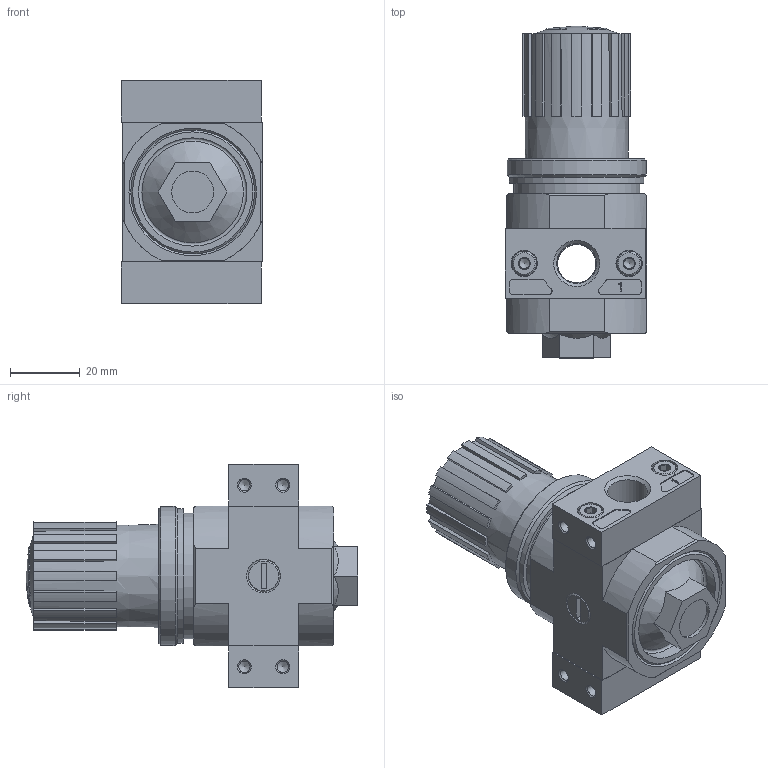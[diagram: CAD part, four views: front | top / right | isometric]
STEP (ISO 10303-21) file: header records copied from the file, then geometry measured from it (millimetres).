
FILE_DESCRIPTION(/* description */ ('STEP AP214'),/* implementation_level */ '2;1');
FILE_NAME(/* name */ '192306_LR-1_4-D-O-I-MINI',/* time_stamp */ '2024-09-03T10:27:13+02:00',/* author */ ('License CC BY-ND 4.0'),/* organization */ ('CADENAS'),/* preprocessor_version */ 'ST-DEVELOPER v19.3',/* originating_system */ 'PARTsolutions',/* authorisation */ ' ');
FILE_SCHEMA (('AUTOMOTIVE_DESIGN { 1 0 10303 214 3 1 1 }','AUTOMOTIVE_DESIGN {1 0 10303 214 3 1 1}'));
Length unit declared in the file: millimetre
Products named in the file (7): 192306 LR-1/4-D-O-I-MINI-(0); 395465 LR-...-D-I-MINI--(0); 398011 LRVS-D-MINI; 380291 PBL-1/4-D-MINI-R---(0) p1; DIN-912 - M4x16(F); 380289 PBL-1/4-D-MINI-L---(1) p1; 373845 LR-MINI
Assembly tree (10 placements, depth 2):
  192306 LR-1/4-D-O-I-MINI-(0)
    395465 LR-...-D-I-MINI--(0)
    398011 LRVS-D-MINI
    380291 PBL-1/4-D-MINI-R---(0) p1
    DIN-912 - M4x16(F)  x4
    380289 PBL-1/4-D-MINI-L---(1) p1
    373845 LR-MINI  x2
Bounding box: 40.4 x 95 x 64 mm (x, y, z)
Volume: 108330.2 mm3; surface area: 30667.9 mm2
Topology: 10 solids, 10 shells, 436 faces, 1018 edges, 635 vertices
Faces by surface type: plane 245, cylinder 94, cone 88, sphere 5, torus 4
Full cylindrical faces by diameter (mm): 3.242 x8, 4 x4, 4.3 x2, 6.9 x2, 7 x4, 8.2 x2, 8.566 x2, 9.728 x2, 11 x1, 11.445 x2, 12 x1, 12.2 x1, 15.8 x1, 15.9 x1, 24.9 x1, 26.9 x1, 31 x1, 33.9 x1, 34.376 x1, 36 x1, 38.5 x1, 39.8 x1
Entity records: 11119 total; most frequent: CARTESIAN_POINT 1799, DIRECTION 1718, ORIENTED_EDGE 1468, EDGE_CURVE 734, AXIS2_PLACEMENT_3D 682, VERTEX_POINT 529, FACE_BOUND 477, EDGE_LOOP 468
